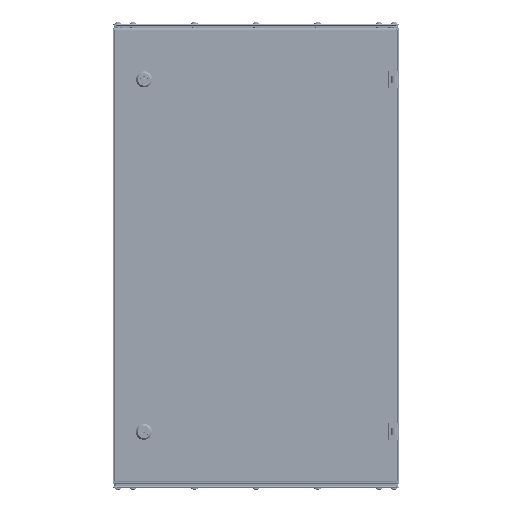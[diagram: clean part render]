
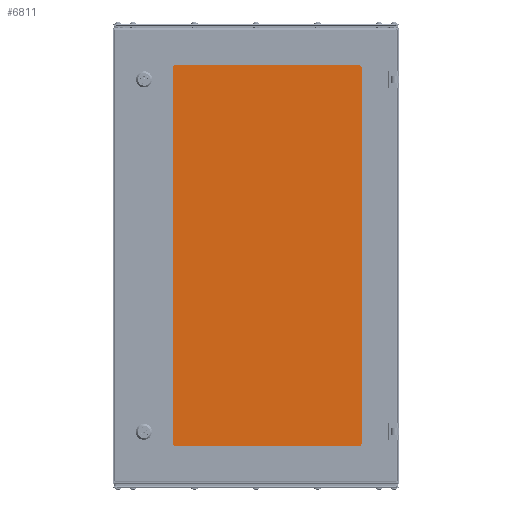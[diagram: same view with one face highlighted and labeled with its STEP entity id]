
A CAD part, top view. The second image highlights one B-rep face of the part: STEP entity #6811.
In plain terms, the highlighted planar face has unit normal (0, 0, 1).
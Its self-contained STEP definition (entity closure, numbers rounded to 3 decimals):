
#855 = VERTEX_POINT ( 'NONE', #25921 ) ;
#1386 = DIRECTION ( 'NONE',  ( -1., 0., 0. ) ) ;
#5127 = DIRECTION ( 'NONE',  ( 0., 0., 1. ) ) ;
#5501 = AXIS2_PLACEMENT_3D ( 'NONE', #18803, #5127, #81300 ) ;
#5649 = DIRECTION ( 'NONE',  ( 1., 0., 0. ) ) ;
#6216 = EDGE_CURVE ( 'NONE', #7857, #64698, #63694, .T. ) ;
#6811 = ADVANCED_FACE ( 'NONE', ( #38313 ), #53817, .F. ) ;
#7857 = VERTEX_POINT ( 'NONE', #18709 ) ;
#9708 = DIRECTION ( 'NONE',  ( 0., -1., 0. ) ) ;
#10018 = CARTESIAN_POINT ( 'NONE',  ( 0., 0., 4. ) ) ;
#18243 = DIRECTION ( 'NONE',  ( 0., 0., -1. ) ) ;
#18709 = CARTESIAN_POINT ( 'NONE',  ( -177.75, -335.5, 4. ) ) ;
#18803 = CARTESIAN_POINT ( 'NONE',  ( -167.75, -335.5, 4. ) ) ;
#19444 = ORIENTED_EDGE ( 'NONE', *, *, #39873, .T. ) ;
#21138 = VERTEX_POINT ( 'NONE', #69219 ) ;
#22457 = DIRECTION ( 'NONE',  ( 0., 1., 0. ) ) ;
#24823 = CARTESIAN_POINT ( 'NONE',  ( 167.75, -335.5, 4. ) ) ;
#25138 = VERTEX_POINT ( 'NONE', #80188 ) ;
#25921 = CARTESIAN_POINT ( 'NONE',  ( 177.75, 335.5, 4. ) ) ;
#26525 = ORIENTED_EDGE ( 'NONE', *, *, #6216, .T. ) ;
#28668 = EDGE_CURVE ( 'NONE', #64698, #48571, #33945, .T. ) ;
#29304 = LINE ( 'NONE', #51197, #65036 ) ;
#30272 = ORIENTED_EDGE ( 'NONE', *, *, #83503, .T. ) ;
#31603 = EDGE_CURVE ( 'NONE', #21138, #25138, #54225, .T. ) ;
#31860 = DIRECTION ( 'NONE',  ( -1., 0., 0. ) ) ;
#33945 = LINE ( 'NONE', #89983, #49072 ) ;
#35029 = ORIENTED_EDGE ( 'NONE', *, *, #38062, .T. ) ;
#36585 = AXIS2_PLACEMENT_3D ( 'NONE', #84716, #71484, #55611 ) ;
#38062 = EDGE_CURVE ( 'NONE', #48571, #69123, #67857, .T. ) ;
#38313 = FACE_OUTER_BOUND ( 'NONE', #52731, .T. ) ;
#38692 = EDGE_CURVE ( 'NONE', #73075, #21138, #72101, .T. ) ;
#39873 = EDGE_CURVE ( 'NONE', #69123, #855, #29304, .T. ) ;
#40080 = CARTESIAN_POINT ( 'NONE',  ( 167.75, 345.5, 4. ) ) ;
#40503 = AXIS2_PLACEMENT_3D ( 'NONE', #10018, #18243, #73880 ) ;
#40799 = EDGE_CURVE ( 'NONE', #25138, #7857, #56701, .T. ) ;
#41707 = AXIS2_PLACEMENT_3D ( 'NONE', #24823, #45879, #66816 ) ;
#44685 = DIRECTION ( 'NONE',  ( 0., 0., 1. ) ) ;
#44727 = ORIENTED_EDGE ( 'NONE', *, *, #40799, .T. ) ;
#45339 = CIRCLE ( 'NONE', #36585, 10. ) ;
#45879 = DIRECTION ( 'NONE',  ( 0., 0., 1. ) ) ;
#48571 = VERTEX_POINT ( 'NONE', #55151 ) ;
#49072 = VECTOR ( 'NONE', #5649, 1000. ) ;
#50332 = CARTESIAN_POINT ( 'NONE',  ( -177.75, -345.5, 4. ) ) ;
#51197 = CARTESIAN_POINT ( 'NONE',  ( 177.75, -345.5, 4. ) ) ;
#52731 = EDGE_LOOP ( 'NONE', ( #60081, #35029, #19444, #30272, #75783, #56343, #44727, #26525 ) ) ;
#53817 = PLANE ( 'NONE',  #40503 ) ;
#54225 = CIRCLE ( 'NONE', #64318, 10. ) ;
#55151 = CARTESIAN_POINT ( 'NONE',  ( 167.75, -345.5, 4. ) ) ;
#55611 = DIRECTION ( 'NONE',  ( -1., 0., 0. ) ) ;
#55700 = VECTOR ( 'NONE', #9708, 1000. ) ;
#56343 = ORIENTED_EDGE ( 'NONE', *, *, #31603, .T. ) ;
#56701 = LINE ( 'NONE', #50332, #55700 ) ;
#60081 = ORIENTED_EDGE ( 'NONE', *, *, #28668, .T. ) ;
#61096 = CARTESIAN_POINT ( 'NONE',  ( 177.75, -335.5, 4. ) ) ;
#63694 = CIRCLE ( 'NONE', #5501, 10. ) ;
#64318 = AXIS2_PLACEMENT_3D ( 'NONE', #65602, #44685, #31860 ) ;
#64698 = VERTEX_POINT ( 'NONE', #69554 ) ;
#65036 = VECTOR ( 'NONE', #22457, 1000. ) ;
#65602 = CARTESIAN_POINT ( 'NONE',  ( -167.75, 335.5, 4. ) ) ;
#66816 = DIRECTION ( 'NONE',  ( -1., 0., 0. ) ) ;
#67857 = CIRCLE ( 'NONE', #41707, 10. ) ;
#67922 = VECTOR ( 'NONE', #1386, 1000. ) ;
#69123 = VERTEX_POINT ( 'NONE', #61096 ) ;
#69219 = CARTESIAN_POINT ( 'NONE',  ( -167.75, 345.5, 4. ) ) ;
#69554 = CARTESIAN_POINT ( 'NONE',  ( -167.75, -345.5, 4. ) ) ;
#71174 = CARTESIAN_POINT ( 'NONE',  ( -177.75, 345.5, 4. ) ) ;
#71484 = DIRECTION ( 'NONE',  ( 0., 0., 1. ) ) ;
#72101 = LINE ( 'NONE', #71174, #67922 ) ;
#73075 = VERTEX_POINT ( 'NONE', #40080 ) ;
#73880 = DIRECTION ( 'NONE',  ( -1., 0., 0. ) ) ;
#75783 = ORIENTED_EDGE ( 'NONE', *, *, #38692, .T. ) ;
#80188 = CARTESIAN_POINT ( 'NONE',  ( -177.75, 335.5, 4. ) ) ;
#81300 = DIRECTION ( 'NONE',  ( -1., 0., 0. ) ) ;
#83503 = EDGE_CURVE ( 'NONE', #855, #73075, #45339, .T. ) ;
#84716 = CARTESIAN_POINT ( 'NONE',  ( 167.75, 335.5, 4. ) ) ;
#89983 = CARTESIAN_POINT ( 'NONE',  ( -177.75, -345.5, 4. ) ) ;
